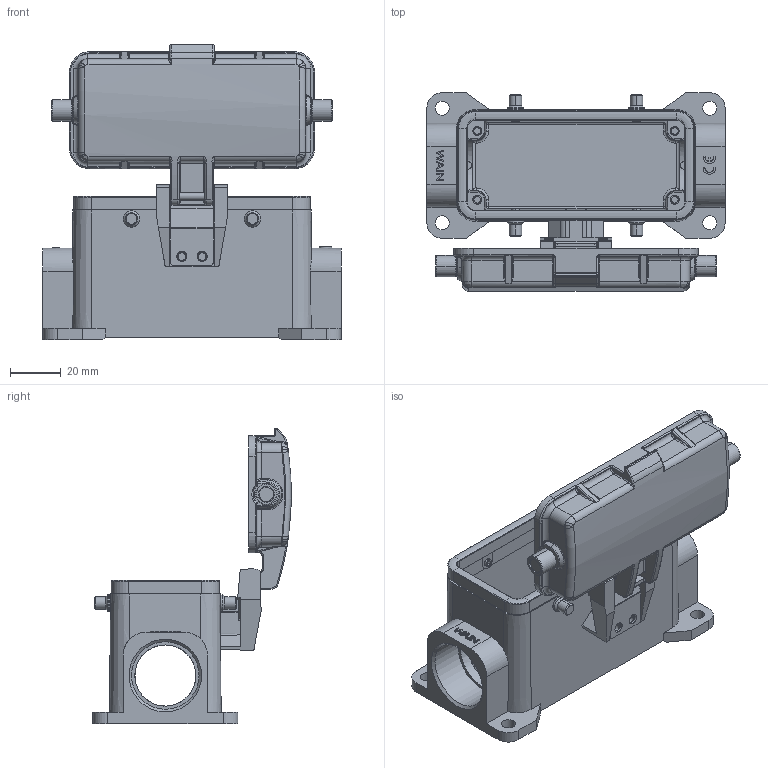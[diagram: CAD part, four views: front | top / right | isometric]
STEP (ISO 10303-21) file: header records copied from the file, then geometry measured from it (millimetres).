
FILE_DESCRIPTION(/* description */ (''),/* implementation_level */ '2;1');
FILE_NAME(/* name */ 'H16B-SF-4B-MCV-2PG21.stp',/* time_stamp */ '2023-09-07T14:10:12+08:00',/* author */ (''),/* organization */ (''),/* preprocessor_version */ 'ST-DEVELOPER v18.1',/* originating_system */ 'SIEMENS PLM Software NX 1980',/* authorisation */ '');
FILE_SCHEMA (('AUTOMOTIVE_DESIGN { 1 0 10303 214 3 1 1 1 }'));
Length unit declared in the file: millimetre
Products named in the file (1): 138446A48C6Cldyo
Bounding box: 117 x 77.94 x 116.12 mm (x, y, z)
Volume: 114181.8 mm3; surface area: 68705.4 mm2
Topology: 15 solids, 15 shells, 1129 faces, 2809 edges, 1727 vertices
Faces by surface type: cylinder 441, plane 380, torus 150, cone 64, bspline 62, sphere 24, revolution 8
Full cylindrical faces by diameter (mm): 3 x7, 4 x4, 24 x2, 26.5 x2
Entity records: 38881 total; most frequent: CARTESIAN_POINT 12795, ORIENTED_EDGE 5526, DIRECTION 5230, EDGE_CURVE 2763, AXIS2_PLACEMENT_3D 1964, VERTEX_POINT 1714, LINE 1294, VECTOR 1294
